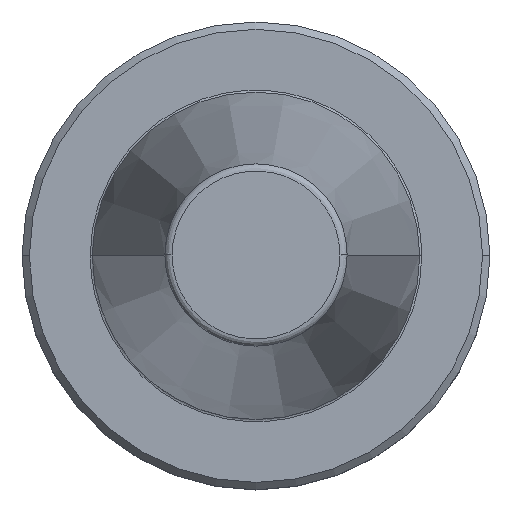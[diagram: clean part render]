
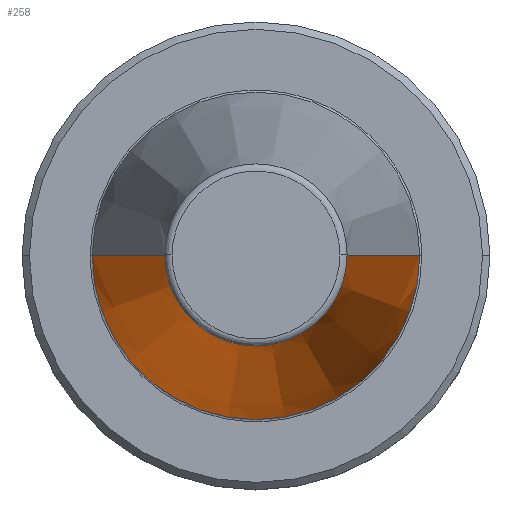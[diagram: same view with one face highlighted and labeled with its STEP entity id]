
A CAD part, top view. The second image highlights one B-rep face of the part: STEP entity #258.
In plain terms, the highlighted conical face has half-angle 8.297 degrees and reference radius 22.225 mm.
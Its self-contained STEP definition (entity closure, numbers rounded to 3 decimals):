
#18 = VECTOR ( 'NONE', #1023, 1000. ) ;
#62 = CARTESIAN_POINT ( 'NONE',  ( 22.225, 0., 0. ) ) ;
#76 = CARTESIAN_POINT ( 'NONE',  ( -22.225, 0., 0. ) ) ;
#128 = ORIENTED_EDGE ( 'NONE', *, *, #1449, .F. ) ;
#173 = ORIENTED_EDGE ( 'NONE', *, *, #875, .T. ) ;
#258 = ADVANCED_FACE ( 'NONE', ( #984 ), #1389, .T. ) ;
#346 = EDGE_CURVE ( 'NONE', #826, #1398, #1412, .T. ) ;
#363 = ORIENTED_EDGE ( 'NONE', *, *, #1076, .T. ) ;
#439 = ORIENTED_EDGE ( 'NONE', *, *, #346, .T. ) ;
#570 = CARTESIAN_POINT ( 'NONE',  ( 22.225, 0., 0. ) ) ;
#571 = AXIS2_PLACEMENT_3D ( 'NONE', #1183, #1444, #1442 ) ;
#594 = CARTESIAN_POINT ( 'NONE',  ( -22.225, 0., 0. ) ) ;
#646 = DIRECTION ( 'NONE',  ( -0.144, 0., -0.99 ) ) ;
#647 = DIRECTION ( 'NONE',  ( -1., 0., 0. ) ) ;
#694 = CARTESIAN_POINT ( 'NONE',  ( 0., 0., 0. ) ) ;
#717 = DIRECTION ( 'NONE',  ( 0., 0., -1. ) ) ;
#741 = DIRECTION ( 'NONE',  ( -1., 0., 0. ) ) ;
#751 = VERTEX_POINT ( 'NONE', #1507 ) ;
#819 = AXIS2_PLACEMENT_3D ( 'NONE', #694, #717, #741 ) ;
#823 = CARTESIAN_POINT ( 'NONE',  ( -12.375, 0., 67.544 ) ) ;
#826 = VERTEX_POINT ( 'NONE', #823 ) ;
#875 = EDGE_CURVE ( 'NONE', #1398, #1000, #1176, .T. ) ;
#984 = FACE_OUTER_BOUND ( 'NONE', #1022, .T. ) ;
#992 = AXIS2_PLACEMENT_3D ( 'NONE', #1104, #1199, #647 ) ;
#1000 = VERTEX_POINT ( 'NONE', #570 ) ;
#1022 = EDGE_LOOP ( 'NONE', ( #128, #363, #439, #173 ) ) ;
#1023 = DIRECTION ( 'NONE',  ( 0.144, 0., -0.99 ) ) ;
#1076 = EDGE_CURVE ( 'NONE', #751, #826, #1387, .T. ) ;
#1104 = CARTESIAN_POINT ( 'NONE',  ( 0., 0., 0. ) ) ;
#1176 = CIRCLE ( 'NONE', #992, 22.225 ) ;
#1183 = CARTESIAN_POINT ( 'NONE',  ( 0., 0., 67.544 ) ) ;
#1199 = DIRECTION ( 'NONE',  ( 0., 0., 1. ) ) ;
#1203 = LINE ( 'NONE', #62, #18 ) ;
#1387 = CIRCLE ( 'NONE', #571, 12.375 ) ;
#1389 = CONICAL_SURFACE ( 'NONE', #819, 22.225, 0.145 ) ;
#1398 = VERTEX_POINT ( 'NONE', #76 ) ;
#1412 = LINE ( 'NONE', #594, #1504 ) ;
#1442 = DIRECTION ( 'NONE',  ( -1., 0., 0. ) ) ;
#1444 = DIRECTION ( 'NONE',  ( 0., 0., -1. ) ) ;
#1449 = EDGE_CURVE ( 'NONE', #751, #1000, #1203, .T. ) ;
#1504 = VECTOR ( 'NONE', #646, 1000. ) ;
#1507 = CARTESIAN_POINT ( 'NONE',  ( 12.375, 0., 67.544 ) ) ;
